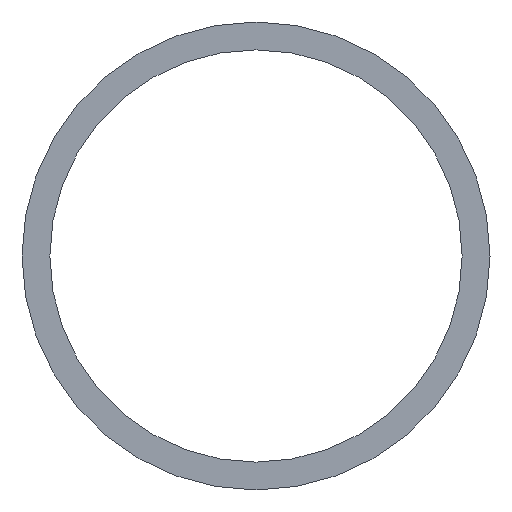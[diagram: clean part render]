
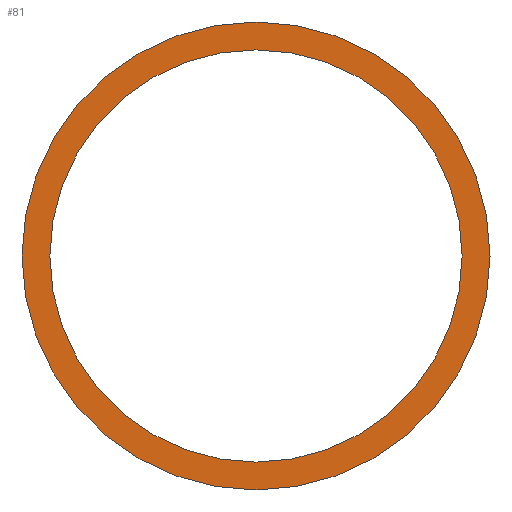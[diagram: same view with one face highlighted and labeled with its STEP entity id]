
A CAD part, left-side view. The second image highlights one B-rep face of the part: STEP entity #81.
In plain terms, the highlighted planar face has unit normal (-1, 0, 0).
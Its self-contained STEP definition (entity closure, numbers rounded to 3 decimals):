
#51 = VERTEX_POINT( '', #121 );
#53 = EDGE_CURVE( '', #57, #77, #123, .T. );
#55 = EDGE_CURVE( '', #77, #57, #125, .T. );
#57 = VERTEX_POINT( '', #127 );
#61 = VERTEX_POINT( '', #131 );
#77 = VERTEX_POINT( '', #151 );
#81 = ADVANCED_FACE( '', ( #155, #156 ), #157, .F. );
#93 = EDGE_CURVE( '', #51, #61, #171, .T. );
#99 = EDGE_CURVE( '', #61, #51, #177, .T. );
#121 = CARTESIAN_POINT( '', ( 0., 0., 88.1 ) );
#123 = CIRCLE( '', #192, 100. );
#125 = CIRCLE( '', #195, 100. );
#127 = CARTESIAN_POINT( '', ( 0., 0., 100. ) );
#131 = CARTESIAN_POINT( '', ( 0., 0., -88.1 ) );
#151 = CARTESIAN_POINT( '', ( 0., 0., -100. ) );
#155 = FACE_OUTER_BOUND( '', #230, .T. );
#156 = FACE_BOUND( '', #231, .T. );
#157 = PLANE( '', #232 );
#171 = CIRCLE( '', #251, 88.1 );
#177 = CIRCLE( '', #257, 88.1 );
#192 = AXIS2_PLACEMENT_3D( '', #266, #267, #268 );
#195 = AXIS2_PLACEMENT_3D( '', #269, #270, #271 );
#230 = EDGE_LOOP( '', ( #302, #303 ) );
#231 = EDGE_LOOP( '', ( #304, #305 ) );
#232 = AXIS2_PLACEMENT_3D( '', #306, #307, #308 );
#251 = AXIS2_PLACEMENT_3D( '', #332, #333, #334 );
#257 = AXIS2_PLACEMENT_3D( '', #336, #337, #338 );
#266 = CARTESIAN_POINT( '', ( 0., 0., 0. ) );
#267 = DIRECTION( '', ( 1., 0., 0. ) );
#268 = DIRECTION( '', ( 0., 0., -1. ) );
#269 = CARTESIAN_POINT( '', ( 0., 0., 0. ) );
#270 = DIRECTION( '', ( 1., 0., 0. ) );
#271 = DIRECTION( '', ( 0., 0., -1. ) );
#302 = ORIENTED_EDGE( '', *, *, #55, .F. );
#303 = ORIENTED_EDGE( '', *, *, #53, .F. );
#304 = ORIENTED_EDGE( '', *, *, #99, .T. );
#305 = ORIENTED_EDGE( '', *, *, #93, .T. );
#306 = CARTESIAN_POINT( '', ( 0., 0., 0. ) );
#307 = DIRECTION( '', ( 1., 0., 0. ) );
#308 = DIRECTION( '', ( 0., 0., -1. ) );
#332 = CARTESIAN_POINT( '', ( 0., 0., 0. ) );
#333 = DIRECTION( '', ( 1., 0., 0. ) );
#334 = DIRECTION( '', ( 0., 0., -1. ) );
#336 = CARTESIAN_POINT( '', ( 0., 0., 0. ) );
#337 = DIRECTION( '', ( 1., 0., 0. ) );
#338 = DIRECTION( '', ( 0., 0., -1. ) );
